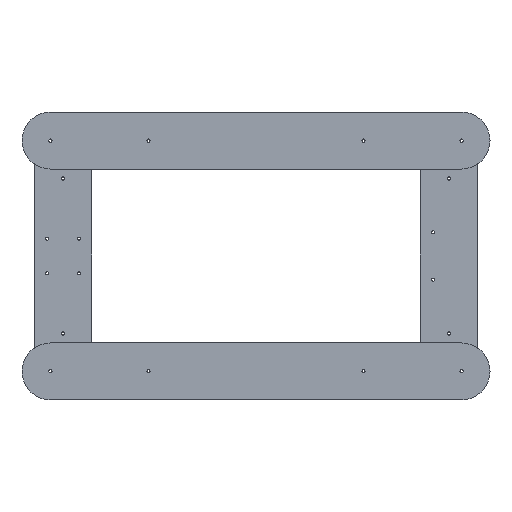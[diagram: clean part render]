
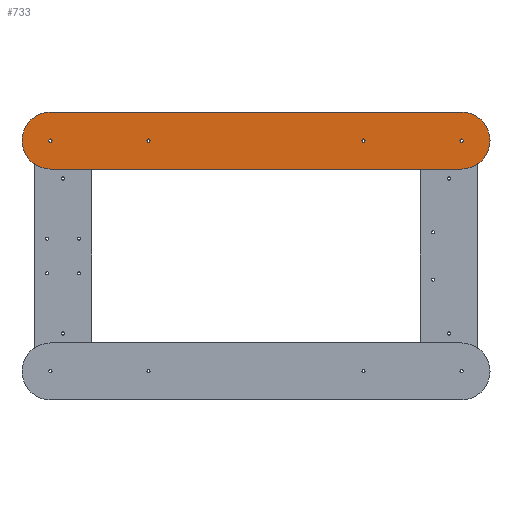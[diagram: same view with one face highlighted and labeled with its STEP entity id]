
A CAD part, top view. The second image highlights one B-rep face of the part: STEP entity #733.
In plain terms, the highlighted planar face has unit normal (0, 0, 1).
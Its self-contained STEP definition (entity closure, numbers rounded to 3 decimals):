
#54=FACE_BOUND('',#167,.T.);
#55=FACE_BOUND('',#168,.T.);
#56=FACE_BOUND('',#169,.T.);
#57=FACE_BOUND('',#170,.T.);
#86=PLANE('',#837);
#115=FACE_OUTER_BOUND('',#166,.T.);
#166=EDGE_LOOP('',(#603,#604,#605,#606));
#167=EDGE_LOOP('',(#607));
#168=EDGE_LOOP('',(#608));
#169=EDGE_LOOP('',(#609));
#170=EDGE_LOOP('',(#610));
#232=LINE('',#1207,#283);
#236=LINE('',#1217,#287);
#283=VECTOR('',#993,10.);
#287=VECTOR('',#1005,10.);
#322=CIRCLE('',#818,0.5);
#324=CIRCLE('',#821,0.5);
#326=CIRCLE('',#824,0.5);
#328=CIRCLE('',#827,0.5);
#331=CIRCLE('',#831,9.);
#333=CIRCLE('',#835,9.);
#372=VERTEX_POINT('',#1171);
#374=VERTEX_POINT('',#1177);
#376=VERTEX_POINT('',#1183);
#378=VERTEX_POINT('',#1189);
#382=VERTEX_POINT('',#1198);
#383=VERTEX_POINT('',#1200);
#385=VERTEX_POINT('',#1206);
#387=VERTEX_POINT('',#1212);
#445=EDGE_CURVE('',#372,#372,#322,.T.);
#448=EDGE_CURVE('',#374,#374,#324,.T.);
#451=EDGE_CURVE('',#376,#376,#326,.T.);
#454=EDGE_CURVE('',#378,#378,#328,.T.);
#459=EDGE_CURVE('',#383,#382,#331,.T.);
#462=EDGE_CURVE('',#385,#383,#232,.T.);
#465=EDGE_CURVE('',#387,#385,#333,.T.);
#468=EDGE_CURVE('',#382,#387,#236,.T.);
#603=ORIENTED_EDGE('',*,*,#468,.T.);
#604=ORIENTED_EDGE('',*,*,#465,.T.);
#605=ORIENTED_EDGE('',*,*,#462,.T.);
#606=ORIENTED_EDGE('',*,*,#459,.T.);
#607=ORIENTED_EDGE('',*,*,#454,.T.);
#608=ORIENTED_EDGE('',*,*,#451,.T.);
#609=ORIENTED_EDGE('',*,*,#448,.T.);
#610=ORIENTED_EDGE('',*,*,#445,.T.);
#733=ADVANCED_FACE('',(#115,#54,#55,#56,#57),#86,.T.);
#818=AXIS2_PLACEMENT_3D('',#1172,#956,#957);
#821=AXIS2_PLACEMENT_3D('',#1178,#963,#964);
#824=AXIS2_PLACEMENT_3D('',#1184,#970,#971);
#827=AXIS2_PLACEMENT_3D('',#1190,#977,#978);
#831=AXIS2_PLACEMENT_3D('',#1201,#987,#988);
#835=AXIS2_PLACEMENT_3D('',#1213,#999,#1000);
#837=AXIS2_PLACEMENT_3D('',#1218,#1006,#1007);
#956=DIRECTION('center_axis',(0.,0.,
-1.));
#957=DIRECTION('ref_axis',(1.,0.,0.));
#963=DIRECTION('center_axis',(0.,0.,
-1.));
#964=DIRECTION('ref_axis',(1.,0.,0.));
#970=DIRECTION('center_axis',(0.,0.,
-1.));
#971=DIRECTION('ref_axis',(1.,0.,0.));
#977=DIRECTION('center_axis',(0.,0.,
-1.));
#978=DIRECTION('ref_axis',(1.,0.,0.));
#987=DIRECTION('center_axis',(0.,0.,
1.));
#988=DIRECTION('ref_axis',(1.,0.,0.));
#993=DIRECTION('',(1.,0.,0.));
#999=DIRECTION('center_axis',(0.,0.,
1.));
#1000=DIRECTION('ref_axis',(1.,0.,0.));
#1005=DIRECTION('',(-1.,0.,0.));
#1006=DIRECTION('center_axis',(0.,0.,
1.));
#1007=DIRECTION('ref_axis',(1.,0.,0.));
#1171=CARTESIAN_POINT('',(98.115,79.074,26.085));
#1172=CARTESIAN_POINT('Origin',(98.615,79.074,26.085));
#1177=CARTESIAN_POINT('',(30.115,79.074,26.085));
#1178=CARTESIAN_POINT('Origin',(30.615,79.074,26.085));
#1183=CARTESIAN_POINT('',(-0.885,79.074,26.085));
#1184=CARTESIAN_POINT('Origin',(-0.385,79.074,26.085));
#1189=CARTESIAN_POINT('',(129.115,79.074,26.085));
#1190=CARTESIAN_POINT('Origin',(129.615,79.074,26.085));
#1198=CARTESIAN_POINT('',(129.615,88.074,26.085));
#1200=CARTESIAN_POINT('',(129.615,70.074,26.085));
#1201=CARTESIAN_POINT('Origin',(129.615,79.074,26.085));
#1206=CARTESIAN_POINT('',(-0.385,70.074,26.085));
#1207=CARTESIAN_POINT('',(-0.385,70.074,26.085));
#1212=CARTESIAN_POINT('',(-0.385,88.074,26.085));
#1213=CARTESIAN_POINT('Origin',(-0.385,79.074,26.085));
#1217=CARTESIAN_POINT('',(129.615,88.074,26.085));
#1218=CARTESIAN_POINT('Origin',(64.615,79.074,26.085));
